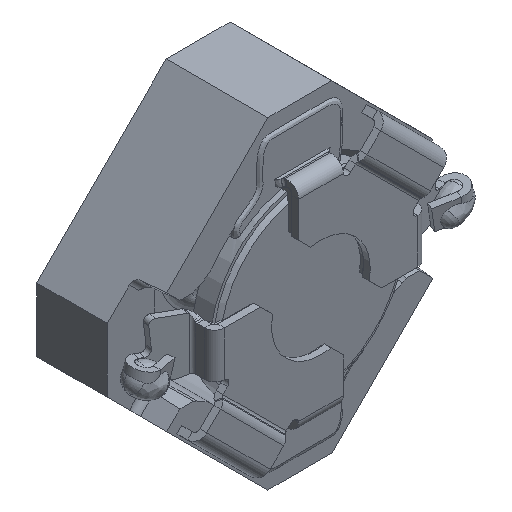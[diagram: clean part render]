
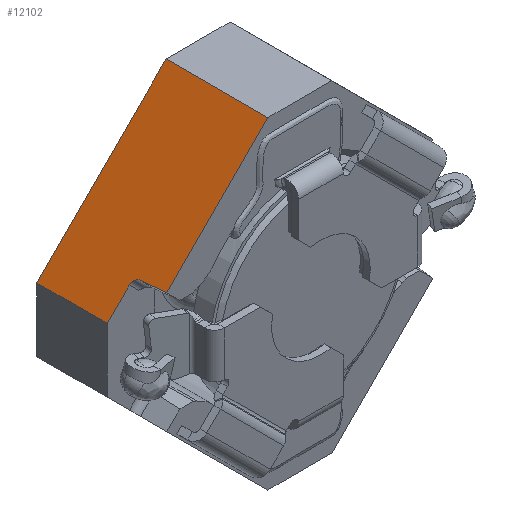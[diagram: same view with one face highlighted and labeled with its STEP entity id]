
A CAD part, isometric view. The second image highlights one B-rep face of the part: STEP entity #12102.
In plain terms, the highlighted planar face has unit normal (-0.707, 0, 0.707).
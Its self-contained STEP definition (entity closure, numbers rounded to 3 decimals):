
#1992=DIRECTION('',(-0.707,0.,-0.707));
#1993=VECTOR('',#1992,3.191);
#1994=CARTESIAN_POINT('',(-0.713,-0.162,3.6));
#1995=LINE('',#1994,#1993);
#2642=DIRECTION('',(0.,-1.,0.));
#2643=VECTOR('',#2642,1.57);
#2644=CARTESIAN_POINT('',(-3.6,2.108,0.713));
#2645=LINE('',#2644,#2643);
#2646=DIRECTION('',(-0.05,0.997,-0.05));
#2647=VECTOR('',#2646,0.562);
#2648=CARTESIAN_POINT('',(-2.97,-0.162,
1.344));
#2649=LINE('',#2648,#2647);
#2650=DIRECTION('',(-0.707,0.,-0.707));
#2651=VECTOR('',#2650,0.702);
#2652=CARTESIAN_POINT('',(-3.104,0.538,
1.209));
#2653=LINE('',#2652,#2651);
#2654=DIRECTION('',(0.707,0.,0.707));
#2655=VECTOR('',#2654,4.082);
#2656=CARTESIAN_POINT('',(-3.6,2.108,0.713));
#2657=LINE('',#2656,#2655);
#2658=DIRECTION('',(0.,-1.,0.));
#2659=VECTOR('',#2658,2.27);
#2660=CARTESIAN_POINT('',(-0.713,2.108,3.6));
#2661=LINE('',#2660,#2659);
#2670=CARTESIAN_POINT('',(-3.104,0.388,
1.209));
#2671=DIRECTION('',(0.707,0.,-0.707));
#2672=DIRECTION('',(0.,1.,0.));
#2673=AXIS2_PLACEMENT_3D('',#2670,#2671,#2672);
#5670=CARTESIAN_POINT('',(-0.713,-0.162,3.6));
#5672=VERTEX_POINT('',#5670);
#5707=CARTESIAN_POINT('',(-3.6,2.108,0.713));
#5709=VERTEX_POINT('',#5707);
#5721=CARTESIAN_POINT('',(-0.713,2.108,3.6));
#5722=VERTEX_POINT('',#5721);
#5723=CARTESIAN_POINT('',(-3.6,0.538,0.713));
#5725=VERTEX_POINT('',#5723);
#5733=CARTESIAN_POINT('',(-2.97,-0.162,
1.344));
#5734=VERTEX_POINT('',#5733);
#5827=CARTESIAN_POINT('',(-3.104,0.538,
1.209));
#5829=VERTEX_POINT('',#5827);
#5831=CARTESIAN_POINT('',(-2.998,0.398,
1.315));
#5833=VERTEX_POINT('',#5831);
#12085=CARTESIAN_POINT('',(-0.713,2.188,3.6));
#12086=DIRECTION('',(-0.707,0.,0.707));
#12087=DIRECTION('',(-0.707,0.,-0.707));
#12088=AXIS2_PLACEMENT_3D('',#12085,#12086,#12087);
#12089=PLANE('',#12088);
#12091=ORIENTED_EDGE('',*,*,#12090,.T.);
#12093=ORIENTED_EDGE('',*,*,#12092,.F.);
#12094=ORIENTED_EDGE('',*,*,#11925,.T.);
#12095=ORIENTED_EDGE('',*,*,#12068,.F.);
#12096=ORIENTED_EDGE('',*,*,#12023,.T.);
#12098=ORIENTED_EDGE('',*,*,#12097,.T.);
#12099=ORIENTED_EDGE('',*,*,#11101,.T.);
#12100=EDGE_LOOP('',(#12091,#12093,#12094,#12095,#12096,#12098,#12099));
#12101=FACE_OUTER_BOUND('',#12100,.F.);
#2674=CIRCLE('',#2673,0.15);
#11101=EDGE_CURVE('',#5672,#5734,#1995,.T.);
#11925=EDGE_CURVE('',#5829,#5725,#2653,.T.);
#12023=EDGE_CURVE('',#5709,#5722,#2657,.T.);
#12068=EDGE_CURVE('',#5709,#5725,#2645,.T.);
#12090=EDGE_CURVE('',#5734,#5833,#2649,.T.);
#12092=EDGE_CURVE('',#5829,#5833,#2674,.T.);
#12097=EDGE_CURVE('',#5722,#5672,#2661,.T.);
#12102=ADVANCED_FACE('',(#12101),#12089,.T.);
